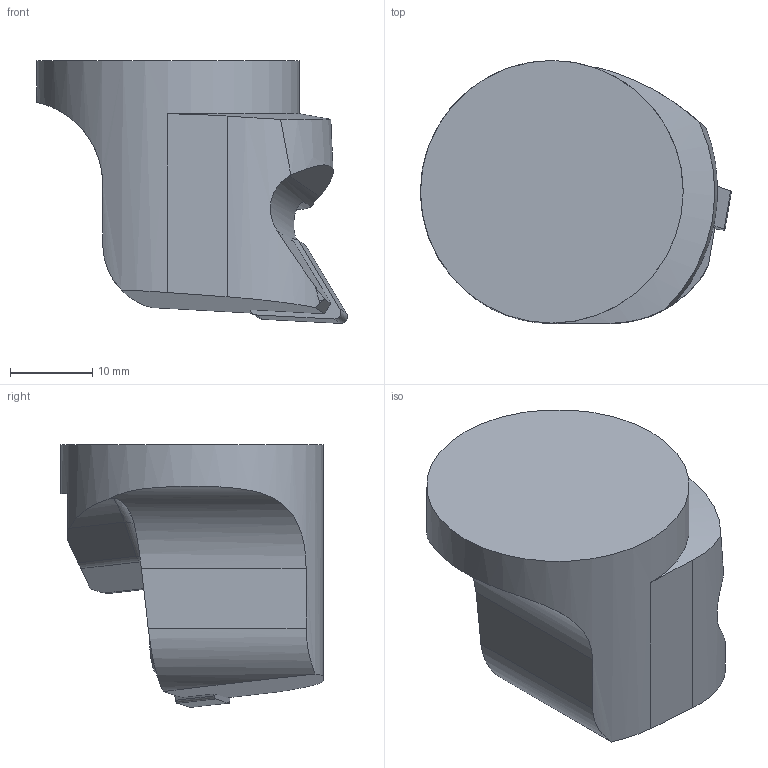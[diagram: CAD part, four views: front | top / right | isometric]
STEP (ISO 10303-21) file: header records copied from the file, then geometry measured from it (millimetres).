
FILE_DESCRIPTION(/* description */ (''),/* implementation_level */ '2;1');
FILE_NAME(/* name */ '1642250796216.stp',/* time_stamp */ '2022-01-15T18:17:16+06:00',/* author */ (''),/* organization */ ('SMS'),/* preprocessor_version */ 'ST-DEVELOPER v16.7',/* originating_system */ 'SIEMENS PLM Software NX 12.0',/* authorisation */ '');
FILE_SCHEMA (('AUTOMOTIVE_DESIGN { 1 0 10303 214 3 1 1 1 }'));
Length unit declared in the file: millimetre
Products named in the file (4): ASSEMBLY_CONSTRUCTION; 203904700mod000_00; IsoTurningInsert; 203904699mod000_00
Assembly tree (3 placements, depth 2):
  203904699mod000_00
    IsoTurningInsert
    203904700mod000_00
    ASSEMBLY_CONSTRUCTION
Bounding box: 37.87 x 32 x 32 mm (x, y, z)
Volume: 18401.5 mm3; surface area: 4961 mm2
Topology: 2 solids, 2 shells, 51 faces, 133 edges, 95 vertices
Faces by surface type: plane 24, cylinder 20, cone 4, torus 3
Full cylindrical faces by diameter (mm): 3.81 x2, 6 x1, 32 x1
Entity records: 1847 total; most frequent: CARTESIAN_POINT 424, DIRECTION 283, ORIENTED_EDGE 248, EDGE_CURVE 124, AXIS2_PLACEMENT_3D 113, VERTEX_POINT 84, EDGE_LOOP 60, LINE 57
